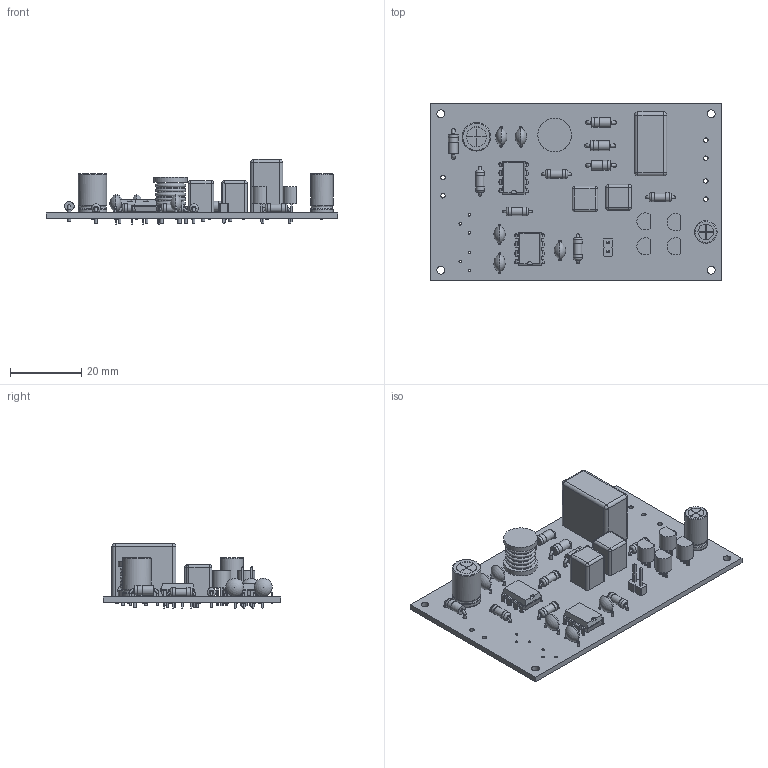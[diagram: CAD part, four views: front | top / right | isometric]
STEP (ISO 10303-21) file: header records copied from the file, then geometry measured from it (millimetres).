
FILE_DESCRIPTION(('KiCad electronic assembly'),'2;1');
FILE_NAME('EL Driver.step','2024-06-17T11:27:57',('Pcbnew'),('Kicad'), 'Open CASCADE STEP processor 7.7','KiCad to STEP converter','Unknown' );
FILE_SCHEMA(('AUTOMOTIVE_DESIGN { 1 0 10303 214 1 1 1 1 }'));
Length unit declared in the file: millimetre
Products named in the file (24): EL Driver 1; C_Radial_D6.3mm_H11.0mm_P2.50mm; C_Radial_D63mm_H110mm_P250mm; R_Axial_DIN0207_L6.3mm_D2.5mm_P7.62mm_Horizontal; R_Axial_DIN0207_L63mm_D25mm_P762mm_Horizontal; C_Disc_D5.1mm_W3.2mm_P5.00mm; C_Disc_D51mm_W32mm_P500mm; D_DO-41_SOD81_P7.62mm_Horizontal; TO-92_Inline; TO-92_Inline_Narrow; L_Radial_D9.5mm_P5.00mm_Fastron_07HVP; C_Rect_L7.2mm_W7.2mm_P5.00mm_FKS2_FKP2_MKS2_MKP2; C_Rect_L72mm_W72mm_P500mm_FKS2_FKP2_MKS2_MKP2; DIP-8_W7.62mm; C_Rect_L18.0mm_W9.0mm_P15.00mm_FKS3_FKP3; C_Rect_L180mm_W90mm_P1500mm_FKS3_FKP3; C_Radial_D8.0mm_H11.5mm_P3.50mm; C_Radial_D80mm_H115mm_P350mm; PinHeader_1x02_P2.54mm_Vertical; PinHeader_1x02_P254mm_Vertical; EL Driver_PCB
Assembly tree (39 placements, depth 3):
  EL Driver 1
    C_Radial_D6.3mm_H11.0mm_P2.50mm
      C_Radial_D63mm_H110mm_P250mm
    R_Axial_DIN0207_L6.3mm_D2.5mm_P7.62mm_Horizontal  x5
      R_Axial_DIN0207_L63mm_D25mm_P762mm_Horizontal
    C_Disc_D5.1mm_W3.2mm_P5.00mm  x5
      C_Disc_D51mm_W32mm_P500mm
    D_DO-41_SOD81_P7.62mm_Horizontal  x4
      D_DO-41_SOD81_P7.62mm_Horizontal
    TO-92_Inline  x4
      TO-92_Inline_Narrow
    L_Radial_D9.5mm_P5.00mm_Fastron_07HVP
      L_Radial_D9.5mm_P5.00mm_Fastron_07HVP
    C_Rect_L7.2mm_W7.2mm_P5.00mm_FKS2_FKP2_MKS2_MKP2  x2
      C_Rect_L72mm_W72mm_P500mm_FKS2_FKP2_MKS2_MKP2
    DIP-8_W7.62mm  x2
      DIP-8_W7.62mm
    C_Rect_L18.0mm_W9.0mm_P15.00mm_FKS3_FKP3
      C_Rect_L180mm_W90mm_P1500mm_FKS3_FKP3
    C_Radial_D8.0mm_H11.5mm_P3.50mm
      C_Radial_D80mm_H115mm_P350mm
    PinHeader_1x02_P2.54mm_Vertical
      PinHeader_1x02_P254mm_Vertical
    EL Driver_PCB
Bounding box: 82 x 50 x 18.3 mm (x, y, z)
Volume: 12415.8 mm3; surface area: 14390 mm2
Topology: 28 solids, 30 shells, 858 faces, 2002 edges, 1255 vertices
Faces by surface type: plane 489, cylinder 254, bspline 44, torus 35, sphere 22, revolution 14
Full cylindrical faces by diameter (mm): 0.5 x24, 0.6 x14, 0.714 x6, 0.75 x12, 0.8 x60, 0.9 x2, 1 x4, 1.1 x8, 1.2 x2, 1.245 x6, 1.3 x2, 1.9 x2, 2.2 x4, 2.25 x5, 2.5 x10, 2.7 x8, 2.72 x4, 3 x1, 4.41 x3, 5.6 x3, 6.3 x2, 7.6 x6, 8 x2, 9.5 x2
Entity records: 18692 total; most frequent: CARTESIAN_POINT 3596, DIRECTION 2514, ORIENTED_EDGE 2326, EDGE_CURVE 1163, AXIS2_PLACEMENT_3D 882, LINE 744, VECTOR 744, VERTEX_POINT 739
